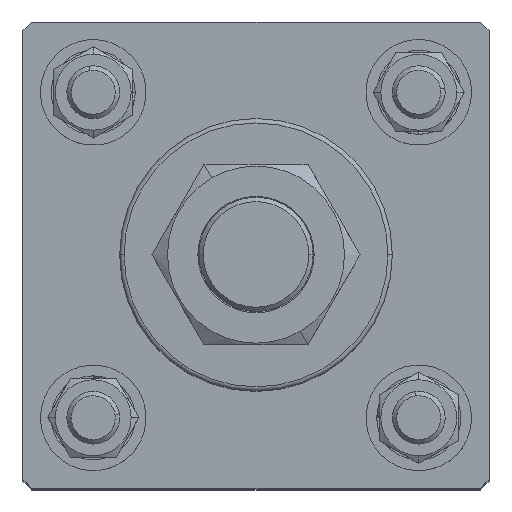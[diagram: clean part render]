
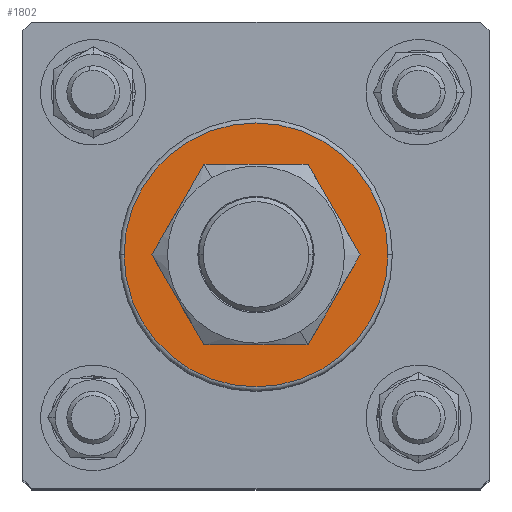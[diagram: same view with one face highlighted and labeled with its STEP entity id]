
A CAD part, top view. The second image highlights one B-rep face of the part: STEP entity #1802.
In plain terms, the highlighted face is planar.
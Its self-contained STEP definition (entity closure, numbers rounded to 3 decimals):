
#39 = AXIS2_PLACEMENT_3D ( 'NONE', #2957, #2958, #2959 ) ;
#261 = AXIS2_PLACEMENT_3D ( 'NONE', #6002, #6003, #6004 ) ;
#295 = AXIS2_PLACEMENT_3D ( 'NONE', #1788, #1744, #1581 ) ;
#320 = AXIS2_PLACEMENT_3D ( 'NONE', #3410, #3406, #3401 ) ;
#618 = FACE_OUTER_BOUND ( 'NONE', #5653, .T. ) ;
#937 = FACE_BOUND ( 'NONE', #5702, .T. ) ;
#1338 = CIRCLE ( 'NONE', #39, 30. ) ;
#1412 = CIRCLE ( 'NONE', #261, 30. ) ;
#1501 = CIRCLE ( 'NONE', #295, 17. ) ;
#1567 = CIRCLE ( 'NONE', #320, 17. ) ;
#1581 = DIRECTION ( 'NONE',  ( -1., 0., 0. ) ) ;
#1744 = DIRECTION ( 'NONE',  ( 0., 0., 1. ) ) ;
#1788 = CARTESIAN_POINT ( 'NONE',  ( 0., 0., -50.5 ) ) ;
#1802 = ADVANCED_FACE ( 'NONE', ( #937, #618 ), #6277, .T. ) ;
#2160 = CARTESIAN_POINT ( 'NONE',  ( -30., 0., -50.5 ) ) ;
#2196 = CARTESIAN_POINT ( 'NONE',  ( -17., 0., -50.5 ) ) ;
#2224 = CARTESIAN_POINT ( 'NONE',  ( 30., 0., -50.5 ) ) ;
#2226 = CARTESIAN_POINT ( 'NONE',  ( 17., 0., -50.5 ) ) ;
#2957 = CARTESIAN_POINT ( 'NONE',  ( 0., 0., -50.5 ) ) ;
#2958 = DIRECTION ( 'NONE',  ( 0., 0., -1. ) ) ;
#2959 = DIRECTION ( 'NONE',  ( -1., 0., 0. ) ) ;
#3401 = DIRECTION ( 'NONE',  ( -1., 0., 0. ) ) ;
#3406 = DIRECTION ( 'NONE',  ( 0., 0., 1. ) ) ;
#3410 = CARTESIAN_POINT ( 'NONE',  ( 0., 0., -50.5 ) ) ;
#3576 = EDGE_CURVE ( 'NONE', #5779, #5636, #1567, .T. ) ;
#3697 = EDGE_CURVE ( 'NONE', #5636, #5779, #1501, .T. ) ;
#3790 = EDGE_CURVE ( 'NONE', #5720, #5540, #1412, .T. ) ;
#3856 = EDGE_CURVE ( 'NONE', #5540, #5720, #1338, .T. ) ;
#3922 = AXIS2_PLACEMENT_3D ( 'NONE', #6242, #6197, #6201 ) ;
#4001 = ORIENTED_EDGE ( 'NONE', *, *, #3790, .T. ) ;
#4023 = ORIENTED_EDGE ( 'NONE', *, *, #3856, .T. ) ;
#4053 = ORIENTED_EDGE ( 'NONE', *, *, #3697, .T. ) ;
#5351 = ORIENTED_EDGE ( 'NONE', *, *, #3576, .T. ) ;
#5540 = VERTEX_POINT ( 'NONE', #2160 ) ;
#5636 = VERTEX_POINT ( 'NONE', #2196 ) ;
#5653 = EDGE_LOOP ( 'NONE', ( #4023, #4001 ) ) ;
#5702 = EDGE_LOOP ( 'NONE', ( #4053, #5351 ) ) ;
#5720 = VERTEX_POINT ( 'NONE', #2224 ) ;
#5779 = VERTEX_POINT ( 'NONE', #2226 ) ;
#6002 = CARTESIAN_POINT ( 'NONE',  ( 0., 0., -50.5 ) ) ;
#6003 = DIRECTION ( 'NONE',  ( 0., 0., -1. ) ) ;
#6004 = DIRECTION ( 'NONE',  ( -1., 0., 0. ) ) ;
#6197 = DIRECTION ( 'NONE',  ( 0., 0., -1. ) ) ;
#6201 = DIRECTION ( 'NONE',  ( -1., 0., 0. ) ) ;
#6242 = CARTESIAN_POINT ( 'NONE',  ( 0., 0., -50.5 ) ) ;
#6277 = PLANE ( 'NONE',  #3922 ) ;
